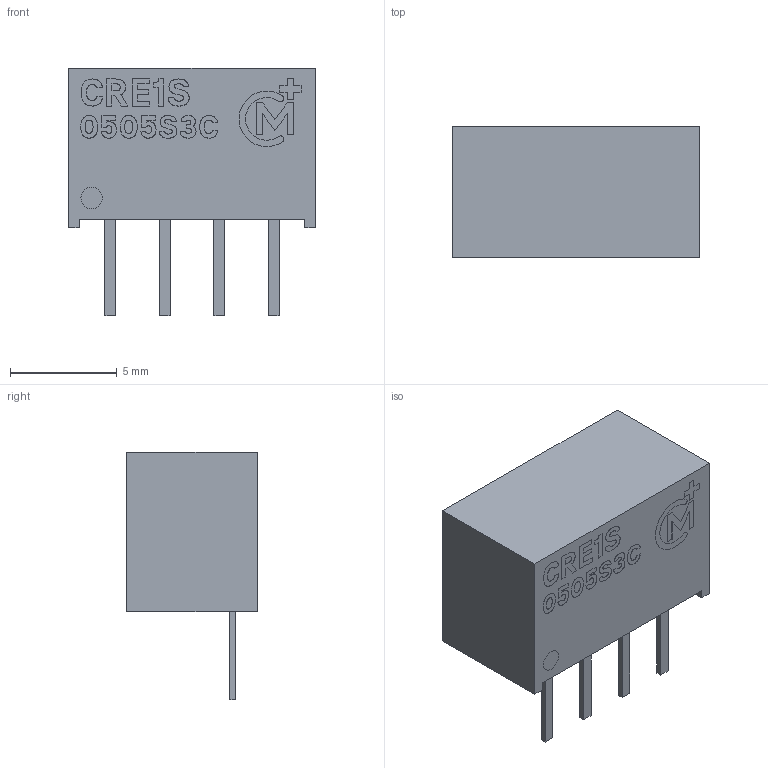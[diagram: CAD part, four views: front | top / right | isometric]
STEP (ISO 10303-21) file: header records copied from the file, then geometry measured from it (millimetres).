
FILE_DESCRIPTION(('FreeCAD Model'),'2;1');
FILE_NAME('CRE1S.step', '2018-06-11T14:27:24',('kicad StepUp'),('ksu MCAD'), 'Open CASCADE STEP processor 7.2','FreeCAD','Unknown');
FILE_SCHEMA(('AUTOMOTIVE_DESIGN_CC2 { 1 2 10303 214 -1 1 5 4 }'));
Length unit declared in the file: millimetre
Products named in the file (1): CRE1S
Bounding box: 11.55 x 6.1 x 11.56 mm (x, y, z)
Volume: 502.1 mm3; surface area: 427.8 mm2
Topology: 1 solids, 1 shells, 405 faces, 1140 edges, 760 vertices
Faces by surface type: extrusion 266, plane 134, cylinder 5
Full cylindrical faces by diameter (mm): 1 x1
Entity records: 42253 total; most frequent: CARTESIAN_POINT 29970, ORIENTED_EDGE 2280, DIRECTION 1164, EDGE_CURVE 1140, VECTOR 864, B_SPLINE_CURVE_WITH_KNOTS 798, VERTEX_POINT 760, LINE 598
